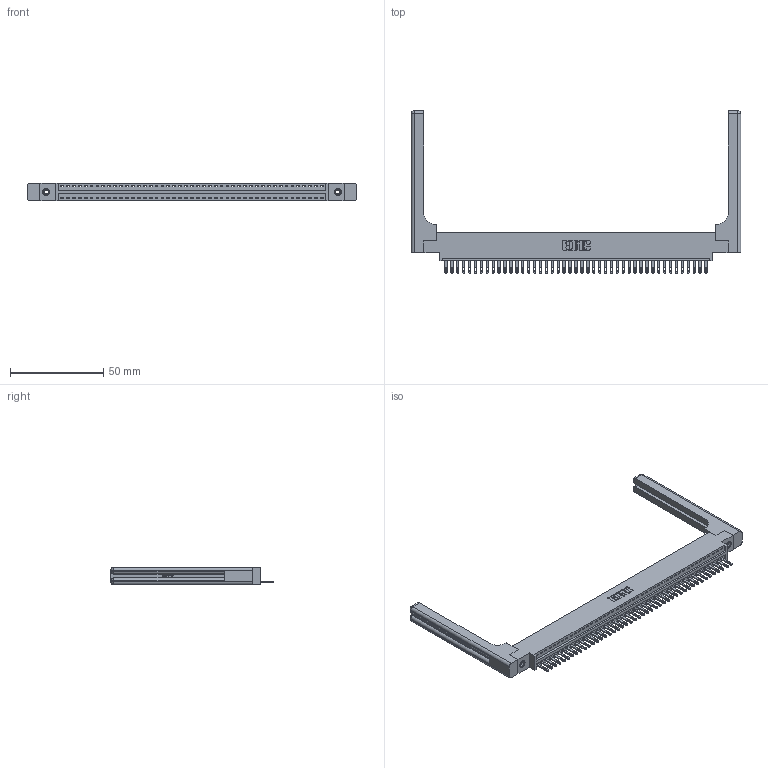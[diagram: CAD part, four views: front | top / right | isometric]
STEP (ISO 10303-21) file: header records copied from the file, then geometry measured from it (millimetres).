
FILE_DESCRIPTION (( 'STEP AP203' ), '1' );
FILE_NAME ('346-045-500-658.STEP', '2022-05-09T17:59:35', ( '' ), ( '' ), 'SwSTEP 2.0', 'SolidWorks 2020', '' );
FILE_SCHEMA (( 'CONFIG_CONTROL_DESIGN' ));
Length unit declared in the file: inch
Products named in the file (5): 345-250-001_345-250-001-102; 345-292-001_345-293-100; 346-220-058_345-220-058; 346 Part_0.170 Offset - 0.156 Dia-TH; 346-045-500-658
Assembly tree (50 placements, depth 2):
  346-045-500-658
    346 Part_0.170 Offset - 0.156 Dia-TH
    345-292-001_345-293-100  x45
    345-250-001_345-250-001-102  x2
    346-220-058_345-220-058  x2
Bounding box: 176.94 x 87.12 x 9.4 mm (x, y, z)
Volume: 24330.9 mm3; surface area: 26512.9 mm2
Topology: 50 solids, 50 shells, 2826 faces, 8603 edges, 5714 vertices
Faces by surface type: plane 1772, cylinder 994, bspline 36, cone 12, sphere 8, torus 4
Entity records: 33184 total; most frequent: CARTESIAN_POINT 6670, ORIENTED_EDGE 5444, DIRECTION 4812, EDGE_CURVE 2722, VECTOR 2314, LINE 2314, VERTEX_POINT 1806, AXIS2_PLACEMENT_3D 1249
